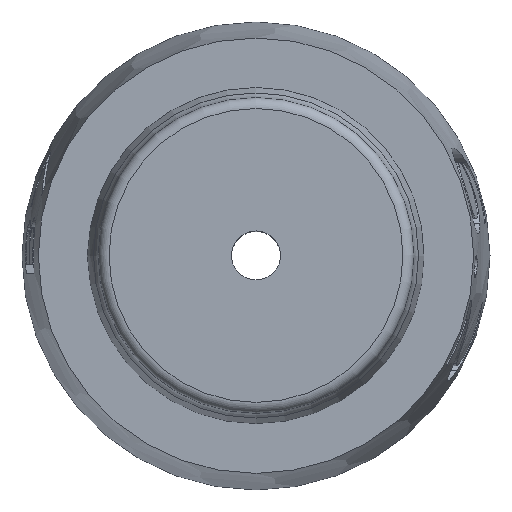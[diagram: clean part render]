
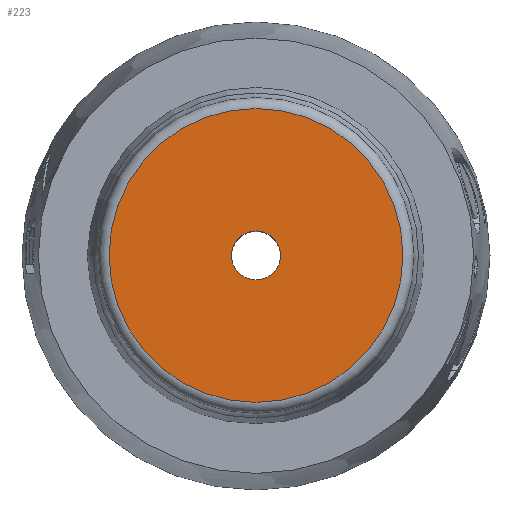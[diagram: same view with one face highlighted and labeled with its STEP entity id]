
A CAD part, top view. The second image highlights one B-rep face of the part: STEP entity #223.
In plain terms, the highlighted planar face has unit normal (0, 0, 1).
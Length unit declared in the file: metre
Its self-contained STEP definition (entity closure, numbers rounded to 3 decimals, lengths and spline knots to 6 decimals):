
#223 = ADVANCED_FACE( '', ( #498, #499 ), #500, .T. );
#498 = FACE_OUTER_BOUND( '', #862, .T. );
#499 = FACE_BOUND( '', #863, .T. );
#500 = PLANE( '', #864 );
#862 = EDGE_LOOP( '', ( #1525 ) );
#863 = EDGE_LOOP( '', ( #1526 ) );
#864 = AXIS2_PLACEMENT_3D( '', #1527, #1528, #1529 );
#1525 = ORIENTED_EDGE( '', *, *, #2303, .T. );
#1526 = ORIENTED_EDGE( '', *, *, #2304, .T. );
#1527 = CARTESIAN_POINT( '', ( 0.001675, 0., 0.008 ) );
#1528 = DIRECTION( '', ( 0., 0., 1. ) );
#1529 = DIRECTION( '', ( 1., 0., 0. ) );
#2303 = EDGE_CURVE( '', #2818, #2818, #2819, .T. );
#2304 = EDGE_CURVE( '', #2820, #2820, #2821, .T. );
#2818 = VERTEX_POINT( '', #3733 );
#2819 = CIRCLE( '', #3734, 0.0027 );
#2820 = VERTEX_POINT( '', #3735 );
#2821 = CIRCLE( '', #3736, 0.00045 );
#3733 = CARTESIAN_POINT( '', ( 0.0027, 0., 0.008 ) );
#3734 = AXIS2_PLACEMENT_3D( '', #4189, #4190, #4191 );
#3735 = CARTESIAN_POINT( '', ( -0.00045, 0., 0.008 ) );
#3736 = AXIS2_PLACEMENT_3D( '', #4192, #4193, #4194 );
#4189 = CARTESIAN_POINT( '', ( 0., 0., 0.008 ) );
#4190 = DIRECTION( '', ( 0., 0., 1. ) );
#4191 = DIRECTION( '', ( 1., 0., 0. ) );
#4192 = CARTESIAN_POINT( '', ( 0., 0., 0.008 ) );
#4193 = DIRECTION( '', ( 0., 0., -1. ) );
#4194 = DIRECTION( '', ( -1., 0., 0. ) );
